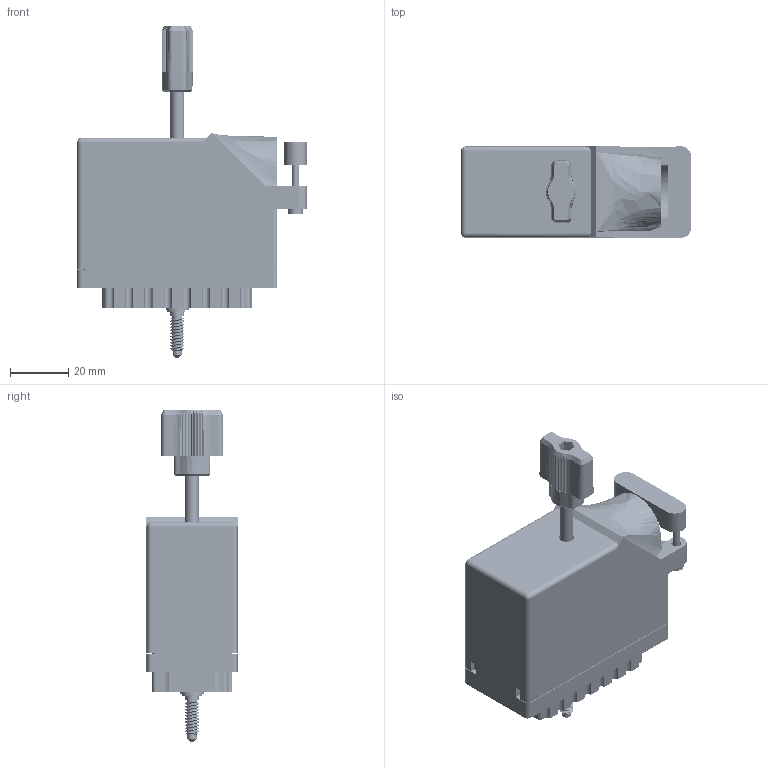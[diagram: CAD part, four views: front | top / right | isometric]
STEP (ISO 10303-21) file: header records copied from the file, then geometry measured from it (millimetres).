
FILE_DESCRIPTION (( 'STEP AP203' ), '1' );
FILE_NAME ('516-090-501-225.STEP', '2020-09-08T17:45:50', ( '' ), ( '' ), 'SwSTEP 2.0', 'SolidWorks 2020', '' );
FILE_SCHEMA (( 'CONFIG_CONTROL_DESIGN' ));
Length unit declared in the file: inch
Products named in the file (11): 516-292-001_501 Contact; 516-253-095-100; Grub Screw; 516-254-091-109; Actuating Screw Assy 090-120; 516-251-095-100; 516-253-190-107; 516-230-001_Plastic - 090 Side Entry; 516-250-091-111; 516 Part Receptacle_090; 516-090-501-225
Assembly tree (101 placements, depth 3):
  516-090-501-225
    516 Part Receptacle_090
    516-292-001_501 Contact  x91
    516-230-001_Plastic - 090 Side Entry
    Actuating Screw Assy 090-120
      516-251-095-100
      516-254-091-109
      516-253-095-100  x2
      516-253-190-107
      516-250-091-111
      Grub Screw
Bounding box: 79.2 x 31.75 x 114.34 mm (x, y, z)
Volume: 45814 mm3; surface area: 73041.6 mm2
Topology: 100 solids, 100 shells, 8850 faces, 25593 edges, 16970 vertices
Faces by surface type: plane 5255, cylinder 2965, bspline 566, cone 62, sphere 2
Entity records: 89418 total; most frequent: CARTESIAN_POINT 21544, ORIENTED_EDGE 13718, DIRECTION 13286, EDGE_CURVE 6859, LINE 4848, VECTOR 4848, VERTEX_POINT 4542, AXIS2_PLACEMENT_3D 4219
